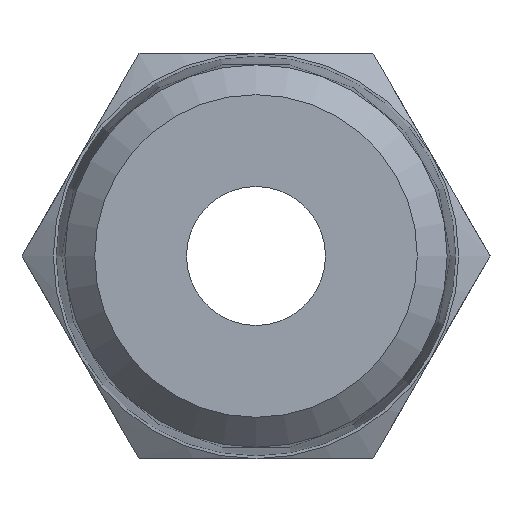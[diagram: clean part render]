
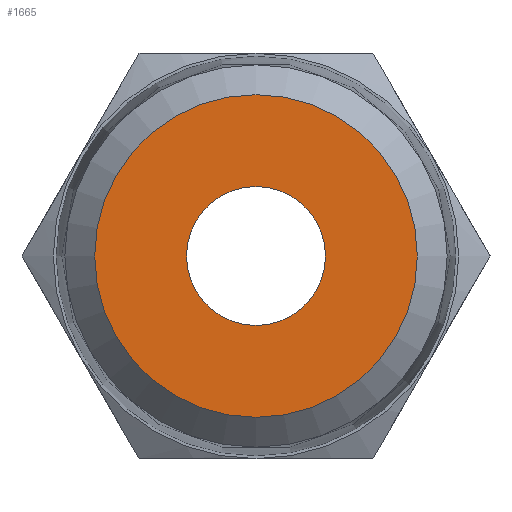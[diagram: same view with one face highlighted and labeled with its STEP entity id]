
A CAD part, front view. The second image highlights one B-rep face of the part: STEP entity #1665.
In plain terms, the highlighted planar face has unit normal (0, -1, 0).
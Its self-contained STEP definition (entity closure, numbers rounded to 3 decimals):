
#1631=CARTESIAN_POINT('',(-2.4,0.,0.0));
#1632=VERTEX_POINT('',#1631);
#1633=CARTESIAN_POINT('',(0.0,0.,0.0));
#1634=DIRECTION('',(0.0,1.0,0.0));
#1635=DIRECTION('',(-1.0,0.0,0.0));
#1636=AXIS2_PLACEMENT_3D('',#1633,#1634,#1635);
#1637=CIRCLE('',#1636,2.4);
#1638=EDGE_CURVE('',#1632,#1632,#1637,.T.);
#1646=CARTESIAN_POINT('',(-3.986,0.,0.0));
#1647=DIRECTION('',(0.0,-1.0,0.0));
#1648=DIRECTION('',(0.0,0.0,-1.0));
#1649=AXIS2_PLACEMENT_3D('',#1646,#1647,#1648);
#1650=PLANE('',#1649);
#1651=CARTESIAN_POINT('',(-5.572,0.,0.0));
#1652=VERTEX_POINT('',#1651);
#1653=CARTESIAN_POINT('',(0.0,0.,0.0));
#1654=DIRECTION('',(0.0,1.0,0.0));
#1655=DIRECTION('',(-1.0,0.0,0.0));
#1656=AXIS2_PLACEMENT_3D('',#1653,#1654,#1655);
#1657=CIRCLE('',#1656,5.572);
#1658=EDGE_CURVE('',#1652,#1652,#1657,.T.);
#1659=ORIENTED_EDGE('',*,*,#1658,.F.);
#1660=EDGE_LOOP('',(#1659));
#1661=FACE_OUTER_BOUND('',#1660,.T.);
#1662=ORIENTED_EDGE('',*,*,#1638,.T.);
#1663=EDGE_LOOP('',(#1662));
#1664=FACE_BOUND('',#1663,.T.);
#1665=ADVANCED_FACE('',(#1661,#1664),#1650,.T.);
